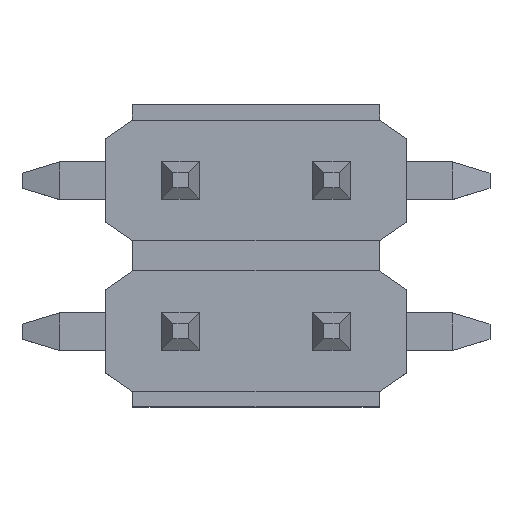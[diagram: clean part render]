
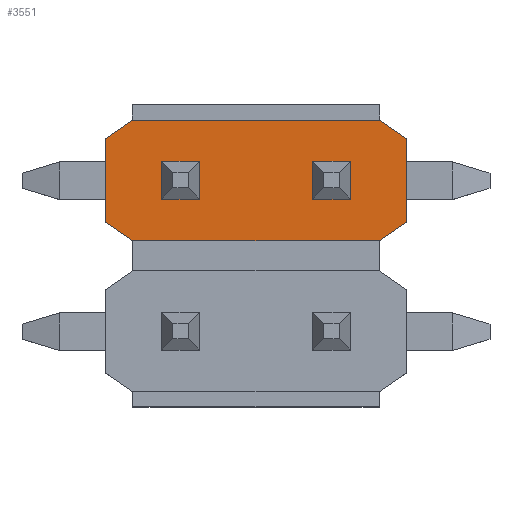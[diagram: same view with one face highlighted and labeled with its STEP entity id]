
A CAD part, top view. The second image highlights one B-rep face of the part: STEP entity #3551.
In plain terms, the highlighted planar face has unit normal (0, 0, 1).
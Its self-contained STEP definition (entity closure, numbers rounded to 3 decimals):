
#306=ORIENTED_EDGE('',*,*,#919,.T.);
#307=ORIENTED_EDGE('',*,*,#920,.T.);
#308=ORIENTED_EDGE('',*,*,#921,.T.);
#309=ORIENTED_EDGE('',*,*,#922,.T.);
#310=ORIENTED_EDGE('',*,*,#923,.T.);
#311=ORIENTED_EDGE('',*,*,#924,.T.);
#312=ORIENTED_EDGE('',*,*,#925,.T.);
#313=ORIENTED_EDGE('',*,*,#926,.T.);
#314=ORIENTED_EDGE('',*,*,#789,.F.);
#315=ORIENTED_EDGE('',*,*,#908,.F.);
#316=ORIENTED_EDGE('',*,*,#856,.T.);
#317=ORIENTED_EDGE('',*,*,#847,.T.);
#318=ORIENTED_EDGE('',*,*,#800,.T.);
#319=ORIENTED_EDGE('',*,*,#833,.T.);
#320=ORIENTED_EDGE('',*,*,#862,.F.);
#321=ORIENTED_EDGE('',*,*,#885,.F.);
#789=EDGE_CURVE('',#1142,#1143,#1369,.T.);
#800=EDGE_CURVE('',#1152,#1151,#1380,.T.);
#833=EDGE_CURVE('',#1151,#1178,#1413,.T.);
#847=EDGE_CURVE('',#1188,#1152,#1427,.T.);
#856=EDGE_CURVE('',#1195,#1188,#1436,.T.);
#862=EDGE_CURVE('',#1201,#1178,#1442,.T.);
#885=EDGE_CURVE('',#1143,#1201,#1465,.T.);
#908=EDGE_CURVE('',#1195,#1142,#1488,.T.);
#919=EDGE_CURVE('',#1224,#1225,#1499,.T.);
#920=EDGE_CURVE('',#1225,#1226,#1500,.T.);
#921=EDGE_CURVE('',#1226,#1227,#1501,.T.);
#922=EDGE_CURVE('',#1227,#1224,#1502,.T.);
#923=EDGE_CURVE('',#1228,#1229,#1503,.T.);
#924=EDGE_CURVE('',#1229,#1230,#1504,.T.);
#925=EDGE_CURVE('',#1230,#1231,#1505,.T.);
#926=EDGE_CURVE('',#1231,#1228,#1506,.T.);
#1142=VERTEX_POINT('',#4540);
#1143=VERTEX_POINT('',#4541);
#1151=VERTEX_POINT('',#4562);
#1152=VERTEX_POINT('',#4564);
#1178=VERTEX_POINT('',#4631);
#1188=VERTEX_POINT('',#4660);
#1195=VERTEX_POINT('',#4676);
#1201=VERTEX_POINT('',#4691);
#1224=VERTEX_POINT('',#4797);
#1225=VERTEX_POINT('',#4798);
#1226=VERTEX_POINT('',#4800);
#1227=VERTEX_POINT('',#4802);
#1228=VERTEX_POINT('',#4805);
#1229=VERTEX_POINT('',#4806);
#1230=VERTEX_POINT('',#4808);
#1231=VERTEX_POINT('',#4810);
#1369=LINE('',#4539,#1711);
#1380=LINE('',#4563,#1722);
#1413=LINE('',#4633,#1755);
#1427=LINE('',#4659,#1769);
#1436=LINE('',#4678,#1778);
#1442=LINE('',#4692,#1784);
#1465=LINE('',#4730,#1807);
#1488=LINE('',#4768,#1830);
#1499=LINE('',#4796,#1841);
#1500=LINE('',#4799,#1842);
#1501=LINE('',#4801,#1843);
#1502=LINE('',#4803,#1844);
#1503=LINE('',#4804,#1845);
#1504=LINE('',#4807,#1846);
#1505=LINE('',#4809,#1847);
#1506=LINE('',#4811,#1848);
#1711=VECTOR('',#3859,1000.);
#1722=VECTOR('',#3876,1000.);
#1755=VECTOR('',#3927,1000.);
#1769=VECTOR('',#3949,1000.);
#1778=VECTOR('',#3962,1000.);
#1784=VECTOR('',#3972,1000.);
#1807=VECTOR('',#4011,1000.);
#1830=VECTOR('',#4050,1000.);
#1841=VECTOR('',#4079,1000.);
#1842=VECTOR('',#4080,1000.);
#1843=VECTOR('',#4081,1000.);
#1844=VECTOR('',#4082,1000.);
#1845=VECTOR('',#4083,1000.);
#1846=VECTOR('',#4084,1000.);
#1847=VECTOR('',#4085,1000.);
#1848=VECTOR('',#4086,1000.);
#2083=EDGE_LOOP('',(#306,#307,#308,#309));
#2084=EDGE_LOOP('',(#310,#311,#312,#313));
#2085=EDGE_LOOP('',(#314,#315,#316,#317,#318,#319,#320,#321));
#2237=FACE_BOUND('',#2083,.T.);
#2238=FACE_BOUND('',#2084,.T.);
#2239=FACE_BOUND('',#2085,.T.);
#2389=PLANE('',#3704);
#3551=ADVANCED_FACE('',(#2237,#2238,#2239),#2389,.T.);
#3704=AXIS2_PLACEMENT_3D('',#4795,#4077,#4078);
#3859=DIRECTION('',(0.,-1.,0.));
#3876=DIRECTION('',(0.,-1.,0.));
#3927=DIRECTION('',(0.57,-0.821,0.));
#3949=DIRECTION('',(-0.57,-0.821,0.));
#3962=DIRECTION('',(-1.,0.,0.));
#3972=DIRECTION('',(-1.,0.,0.));
#4011=DIRECTION('',(-0.56,-0.829,0.));
#4050=DIRECTION('',(0.56,-0.829,0.));
#4077=DIRECTION('',(0.,0.,1.));
#4078=DIRECTION('',(1.,0.,0.));
#4079=DIRECTION('',(-1.,0.,0.));
#4080=DIRECTION('',(0.,1.,0.));
#4081=DIRECTION('',(1.,0.,0.));
#4082=DIRECTION('',(0.,-1.,0.));
#4083=DIRECTION('',(-1.,0.,0.));
#4084=DIRECTION('',(0.,1.,0.));
#4085=DIRECTION('',(1.,0.,0.));
#4086=DIRECTION('',(0.,-1.,0.));
#4539=CARTESIAN_POINT('',(-0.2,1.63,1.));
#4540=CARTESIAN_POINT('',(-0.2,1.63,1.));
#4541=CARTESIAN_POINT('',(-0.2,-1.63,1.));
#4562=CARTESIAN_POINT('',(-1.8,-1.64,1.));
#4563=CARTESIAN_POINT('',(-1.8,1.64,1.));
#4564=CARTESIAN_POINT('',(-1.8,1.64,1.));
#4631=CARTESIAN_POINT('',(-1.55,-2.,1.));
#4633=CARTESIAN_POINT('',(-1.8,-1.64,1.));
#4659=CARTESIAN_POINT('',(-1.55,2.,1.));
#4660=CARTESIAN_POINT('',(-1.55,2.,1.));
#4676=CARTESIAN_POINT('',(-0.45,2.,1.));
#4678=CARTESIAN_POINT('',(2.,2.,1.));
#4691=CARTESIAN_POINT('',(-0.45,-2.,1.));
#4692=CARTESIAN_POINT('',(2.,-2.,1.));
#4730=CARTESIAN_POINT('',(-0.2,-1.63,1.));
#4768=CARTESIAN_POINT('',(-0.45,2.,1.));
#4795=CARTESIAN_POINT('',(2.,-2.,1.));
#4796=CARTESIAN_POINT('',(-0.75,-1.25,1.));
#4797=CARTESIAN_POINT('',(-0.75,-1.25,1.));
#4798=CARTESIAN_POINT('',(-1.25,-1.25,1.));
#4799=CARTESIAN_POINT('',(-1.25,-1.25,1.));
#4800=CARTESIAN_POINT('',(-1.25,-0.75,1.));
#4801=CARTESIAN_POINT('',(-1.25,-0.75,1.));
#4802=CARTESIAN_POINT('',(-0.75,-0.75,1.));
#4803=CARTESIAN_POINT('',(-0.75,-0.75,1.));
#4804=CARTESIAN_POINT('',(-0.75,0.75,1.));
#4805=CARTESIAN_POINT('',(-0.75,0.75,1.));
#4806=CARTESIAN_POINT('',(-1.25,0.75,1.));
#4807=CARTESIAN_POINT('',(-1.25,0.75,1.));
#4808=CARTESIAN_POINT('',(-1.25,1.25,1.));
#4809=CARTESIAN_POINT('',(-1.25,1.25,1.));
#4810=CARTESIAN_POINT('',(-0.75,1.25,1.));
#4811=CARTESIAN_POINT('',(-0.75,1.25,1.));
